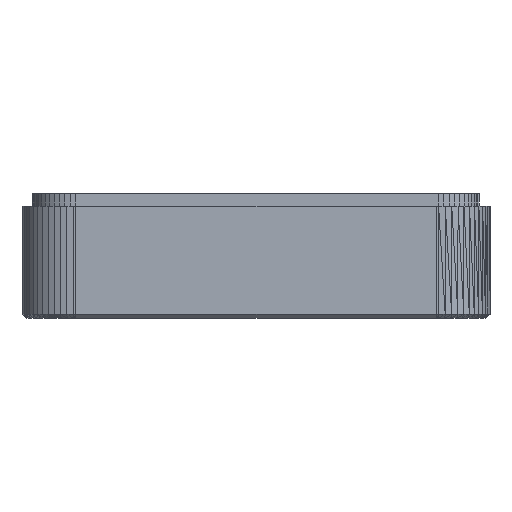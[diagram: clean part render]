
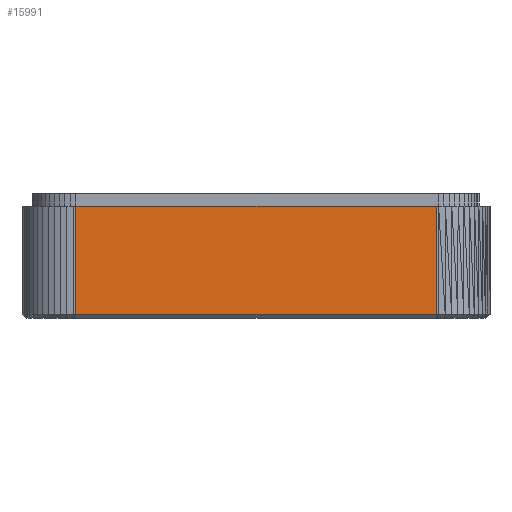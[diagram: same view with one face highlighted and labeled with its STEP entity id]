
A CAD part, front view. The second image highlights one B-rep face of the part: STEP entity #15991.
In plain terms, the highlighted planar face has unit normal (0, -1, 0).
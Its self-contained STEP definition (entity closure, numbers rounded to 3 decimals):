
#964=FACE_OUTER_BOUND('',#1930,.T.);
#1930=EDGE_LOOP('',(#13882,#13883,#13884,#13885));
#2225=LINE('',#21690,#4386);
#3791=LINE('',#24871,#5952);
#4111=LINE('',#25504,#6272);
#4112=LINE('',#25506,#6273);
#4386=VECTOR('',#17345,10.);
#5952=VECTOR('',#20173,10.);
#6272=VECTOR('',#20963,10.);
#6273=VECTOR('',#20966,10.);
#6533=VERTEX_POINT('',#21687);
#6534=VERTEX_POINT('',#21689);
#7234=VERTEX_POINT('',#24011);
#7235=VERTEX_POINT('',#24015);
#7820=EDGE_CURVE('',#6533,#6534,#2225,.T.);
#9406=EDGE_CURVE('',#7235,#7234,#3791,.T.);
#9726=EDGE_CURVE('',#7234,#6534,#4111,.T.);
#9727=EDGE_CURVE('',#7235,#6533,#4112,.T.);
#13882=ORIENTED_EDGE('',*,*,#9406,.T.);
#13883=ORIENTED_EDGE('',*,*,#9726,.T.);
#13884=ORIENTED_EDGE('',*,*,#7820,.F.);
#13885=ORIENTED_EDGE('',*,*,#9727,.F.);
#15042=PLANE('',#16964);
#15991=ADVANCED_FACE('',(#964),#15042,.T.);
#16964=AXIS2_PLACEMENT_3D('',#25505,#20964,#20965);
#17345=DIRECTION('',(1.,0.,0.));
#20173=DIRECTION('',(1.,0.,0.));
#20963=DIRECTION('',(0.,0.,1.));
#20964=DIRECTION('center_axis',(0.,-1.,0.));
#20965=DIRECTION('ref_axis',(0.,0.,-1.));
#20966=DIRECTION('',(0.,0.,1.));
#21687=CARTESIAN_POINT('',(3.481,-25.495,13.38));
#21689=CARTESIAN_POINT('',(46.519,-25.495,13.38));
#21690=CARTESIAN_POINT('',(3.481,-25.495,13.38));
#24011=CARTESIAN_POINT('',(46.519,-25.495,0.5));
#24015=CARTESIAN_POINT('',(3.481,-25.495,0.5));
#24871=CARTESIAN_POINT('',(26.,-25.495,0.5));
#25504=CARTESIAN_POINT('',(46.519,-25.495,0.5));
#25505=CARTESIAN_POINT('Origin',(3.481,-25.495,0.5));
#25506=CARTESIAN_POINT('',(3.481,-25.495,0.5));
